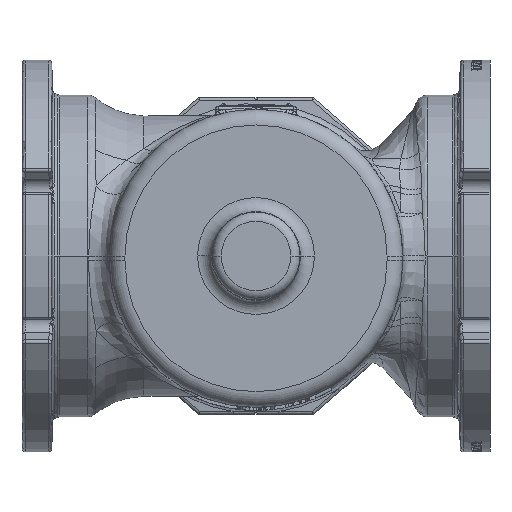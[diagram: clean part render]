
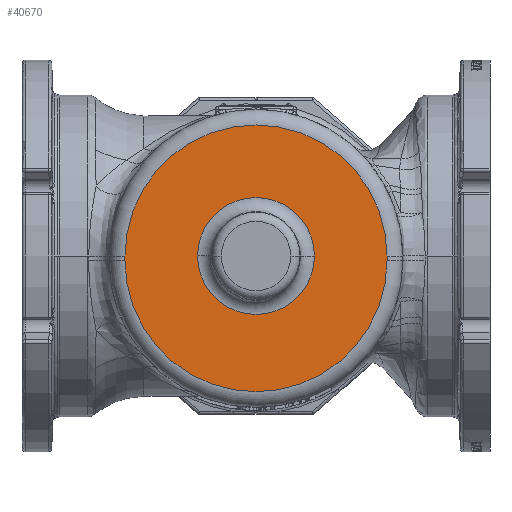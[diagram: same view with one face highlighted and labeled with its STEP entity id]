
A CAD part, front view. The second image highlights one B-rep face of the part: STEP entity #40670.
In plain terms, the highlighted planar face has unit normal (0, -1, 0).
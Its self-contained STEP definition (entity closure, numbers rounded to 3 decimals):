
#7818=DIRECTION('',(0.,0.,-1.));
#7819=VECTOR('',#7818,0.188);
#7820=CARTESIAN_POINT('',(-5.25,-9.,0.));
#7821=LINE('',#7820,#7819);
#7822=CARTESIAN_POINT('',(0.,-9.,0.));
#7823=DIRECTION('',(0.,-1.,0.));
#7824=DIRECTION('',(1.,0.,0.));
#7825=AXIS2_PLACEMENT_3D('',#7822,#7823,#7824);
#7827=DIRECTION('',(0.,0.,1.));
#7828=VECTOR('',#7827,0.188);
#7829=CARTESIAN_POINT('',(5.25,-9.,-0.188));
#7830=LINE('',#7829,#7828);
#7831=CARTESIAN_POINT('',(0.,-9.,-0.188));
#7832=DIRECTION('',(0.,-1.,0.));
#7833=DIRECTION('',(-1.,0.,0.));
#7834=AXIS2_PLACEMENT_3D('',#7831,#7832,#7833);
#7836=CARTESIAN_POINT('',(0.,-9.,0.));
#7837=DIRECTION('',(0.,-1.,0.));
#7838=DIRECTION('',(-1.,0.,0.));
#7839=AXIS2_PLACEMENT_3D('',#7836,#7837,#7838);
#7841=CARTESIAN_POINT('',(0.,-9.,0.));
#7842=DIRECTION('',(0.,-1.,0.));
#7843=DIRECTION('',(1.,0.,0.));
#7844=AXIS2_PLACEMENT_3D('',#7841,#7842,#7843);
#32206=CARTESIAN_POINT('',(-5.25,-9.,0.));
#32207=CARTESIAN_POINT('',(-5.25,-9.,-0.188));
#32208=VERTEX_POINT('',#32206);
#32209=VERTEX_POINT('',#32207);
#32214=CARTESIAN_POINT('',(5.25,-9.,-0.188));
#32215=VERTEX_POINT('',#32214);
#32218=CARTESIAN_POINT('',(5.25,-9.,0.));
#32219=VERTEX_POINT('',#32218);
#32408=CARTESIAN_POINT('',(-2.341,-9.,0.));
#32409=CARTESIAN_POINT('',(2.341,-9.,0.));
#32410=VERTEX_POINT('',#32408);
#32411=VERTEX_POINT('',#32409);
#40650=CARTESIAN_POINT('',(0.,-9.,0.));
#40651=DIRECTION('',(0.,-1.,0.));
#40652=DIRECTION('',(0.,0.,-1.));
#40653=AXIS2_PLACEMENT_3D('',#40650,#40651,#40652);
#40654=PLANE('',#40653);
#40655=ORIENTED_EDGE('',*,*,#40640,.F.);
#40657=ORIENTED_EDGE('',*,*,#40656,.F.);
#40659=ORIENTED_EDGE('',*,*,#40658,.F.);
#40661=ORIENTED_EDGE('',*,*,#40660,.F.);
#40662=EDGE_LOOP('',(#40655,#40657,#40659,#40661));
#40663=FACE_OUTER_BOUND('',#40662,.F.);
#40665=ORIENTED_EDGE('',*,*,#40664,.T.);
#40667=ORIENTED_EDGE('',*,*,#40666,.T.);
#40668=EDGE_LOOP('',(#40665,#40667));
#40669=FACE_BOUND('',#40668,.F.);
#7826=CIRCLE('',#7825,5.25);
#7835=CIRCLE('',#7834,5.25);
#7840=CIRCLE('',#7839,2.341);
#7845=CIRCLE('',#7844,2.341);
#40640=EDGE_CURVE('',#32208,#32209,#7821,.T.);
#40656=EDGE_CURVE('',#32219,#32208,#7826,.T.);
#40658=EDGE_CURVE('',#32215,#32219,#7830,.T.);
#40660=EDGE_CURVE('',#32209,#32215,#7835,.T.);
#40664=EDGE_CURVE('',#32410,#32411,#7840,.T.);
#40666=EDGE_CURVE('',#32411,#32410,#7845,.T.);
#40670=ADVANCED_FACE('',(#40663,#40669),#40654,.T.);
